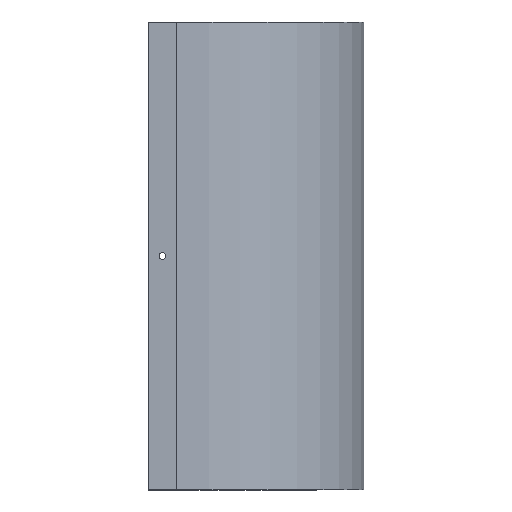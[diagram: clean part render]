
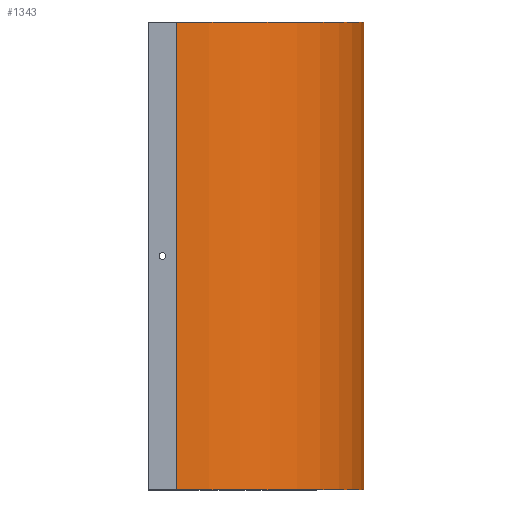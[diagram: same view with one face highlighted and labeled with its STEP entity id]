
A CAD part, front view. The second image highlights one B-rep face of the part: STEP entity #1343.
In plain terms, the highlighted cylindrical face has radius 200 mm (diameter 400 mm), a partial arc.
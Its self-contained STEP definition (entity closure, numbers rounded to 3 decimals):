
#38 = CARTESIAN_POINT ( 'NONE',  ( 30., -100., 0.8 ) ) ;
#42 = CARTESIAN_POINT ( 'NONE',  ( 230., 100., 0.8 ) ) ;
#53 = CARTESIAN_POINT ( 'NONE',  ( 30., -100., -499.2 ) ) ;
#81 = CARTESIAN_POINT ( 'NONE',  ( 230., 100., -499.2 ) ) ;
#90 = DIRECTION ( 'NONE',  ( -1., 0., 0. ) ) ;
#93 = DIRECTION ( 'NONE',  ( 0., 0., -1. ) ) ;
#94 = DIRECTION ( 'NONE',  ( 0., 0., -1. ) ) ;
#95 = CARTESIAN_POINT ( 'NONE',  ( 30., 100., 0.8 ) ) ;
#96 = CARTESIAN_POINT ( 'NONE',  ( 30., -100., 0.8 ) ) ;
#394 = ORIENTED_EDGE ( 'NONE', *, *, #1345, .T. ) ;
#395 = ORIENTED_EDGE ( 'NONE', *, *, #1584, .F. ) ;
#396 = ORIENTED_EDGE ( 'NONE', *, *, #1583, .F. ) ;
#397 = ORIENTED_EDGE ( 'NONE', *, *, #1582, .T. ) ;
#475 = EDGE_LOOP ( 'NONE', ( #397, #396, #395, #394 ) ) ;
#560 = VERTEX_POINT ( 'NONE', #53 ) ;
#564 = VERTEX_POINT ( 'NONE', #38 ) ;
#670 = VERTEX_POINT ( 'NONE', #81 ) ;
#692 = VERTEX_POINT ( 'NONE', #42 ) ;
#883 = AXIS2_PLACEMENT_3D ( 'NONE', #95, #93, #90 ) ;
#1030 = LINE ( 'NONE', #96, #1045 ) ;
#1036 = FACE_OUTER_BOUND ( 'NONE', #475, .T. ) ;
#1043 = CYLINDRICAL_SURFACE ( 'NONE', #883, 200. ) ;
#1045 = VECTOR ( 'NONE', #94, 1000. ) ;
#1275 = AXIS2_PLACEMENT_3D ( 'NONE', #1747, #1748, #1749 ) ;
#1343 = ADVANCED_FACE ( 'NONE', ( #1036 ), #1043, .T. ) ;
#1345 = EDGE_CURVE ( 'NONE', #564, #560, #1030, .T. ) ;
#1416 = CIRCLE ( 'NONE', #1275, 200. ) ;
#1423 = CIRCLE ( 'NONE', #1816, 200. ) ;
#1425 = LINE ( 'NONE', #1735, #1426 ) ;
#1426 = VECTOR ( 'NONE', #1703, 1000. ) ;
#1582 = EDGE_CURVE ( 'NONE', #560, #670, #1423, .T. ) ;
#1583 = EDGE_CURVE ( 'NONE', #692, #670, #1425, .T. ) ;
#1584 = EDGE_CURVE ( 'NONE', #564, #692, #1416, .T. ) ;
#1703 = DIRECTION ( 'NONE',  ( 0., 0., -1. ) ) ;
#1735 = CARTESIAN_POINT ( 'NONE',  ( 230., 100., 0.8 ) ) ;
#1742 = CARTESIAN_POINT ( 'NONE',  ( 30., 100., -499.2 ) ) ;
#1743 = DIRECTION ( 'NONE',  ( 0., 0., 1. ) ) ;
#1744 = DIRECTION ( 'NONE',  ( 1., 0., 0. ) ) ;
#1747 = CARTESIAN_POINT ( 'NONE',  ( 30., 100., 0.8 ) ) ;
#1748 = DIRECTION ( 'NONE',  ( 0., 0., 1. ) ) ;
#1749 = DIRECTION ( 'NONE',  ( 1., 0., 0. ) ) ;
#1816 = AXIS2_PLACEMENT_3D ( 'NONE', #1742, #1743, #1744 ) ;
